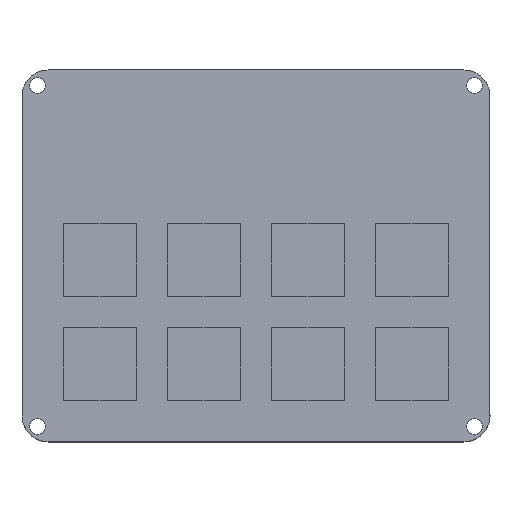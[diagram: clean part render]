
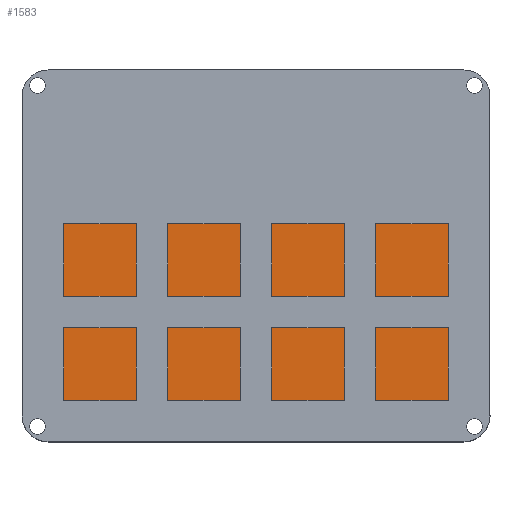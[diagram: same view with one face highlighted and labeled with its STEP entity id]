
A CAD part, top view. The second image highlights one B-rep face of the part: STEP entity #1583.
In plain terms, the highlighted planar face has unit normal (0, 0, 1).
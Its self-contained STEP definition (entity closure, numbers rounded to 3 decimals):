
#111=PLANE('',#1708);
#188=FACE_OUTER_BOUND('',#298,.T.);
#298=EDGE_LOOP('',(#1484,#1485,#1486,#1487));
#474=LINE('',#2533,#658);
#477=LINE('',#2539,#661);
#480=LINE('',#2545,#664);
#483=LINE('',#2549,#667);
#658=VECTOR('',#2094,10.);
#661=VECTOR('',#2099,10.);
#664=VECTOR('',#2104,10.);
#667=VECTOR('',#2109,10.);
#838=VERTEX_POINT('',#2530);
#839=VERTEX_POINT('',#2532);
#841=VERTEX_POINT('',#2538);
#843=VERTEX_POINT('',#2544);
#1050=EDGE_CURVE('',#839,#838,#474,.T.);
#1053=EDGE_CURVE('',#841,#839,#477,.T.);
#1056=EDGE_CURVE('',#843,#841,#480,.T.);
#1059=EDGE_CURVE('',#838,#843,#483,.T.);
#1484=ORIENTED_EDGE('',*,*,#1059,.T.);
#1485=ORIENTED_EDGE('',*,*,#1056,.T.);
#1486=ORIENTED_EDGE('',*,*,#1053,.T.);
#1487=ORIENTED_EDGE('',*,*,#1050,.T.);
#1583=ADVANCED_FACE('',(#188),#111,.T.);
#1708=AXIS2_PLACEMENT_3D('',#2550,#2110,#2111);
#2094=DIRECTION('',(-1.,0.,0.));
#2099=DIRECTION('',(0.,1.,0.));
#2104=DIRECTION('',(1.,0.,0.));
#2109=DIRECTION('',(0.,-1.,0.));
#2110=DIRECTION('center_axis',(0.,0.,1.));
#2111=DIRECTION('ref_axis',(1.,0.,0.));
#2530=CARTESIAN_POINT('',(0.,61.55,6.));
#2532=CARTESIAN_POINT('',(79.729,61.55,6.));
#2533=CARTESIAN_POINT('',(79.729,61.55,6.));
#2538=CARTESIAN_POINT('',(79.729,0.,6.));
#2539=CARTESIAN_POINT('',(79.729,0.,6.));
#2544=CARTESIAN_POINT('',(0.,0.,6.));
#2545=CARTESIAN_POINT('',(0.,0.,6.));
#2549=CARTESIAN_POINT('',(0.,61.55,6.));
#2550=CARTESIAN_POINT('Origin',(39.865,30.775,6.));
